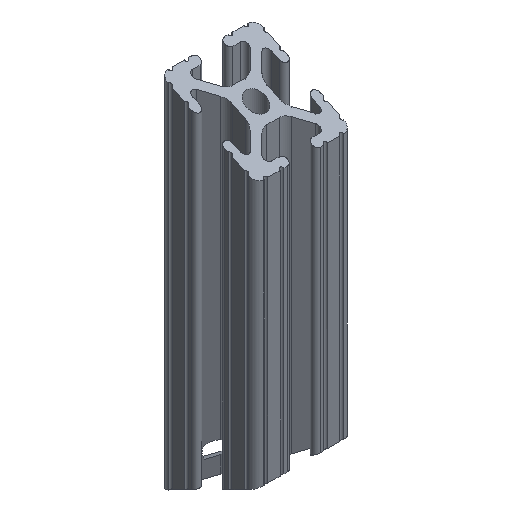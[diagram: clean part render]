
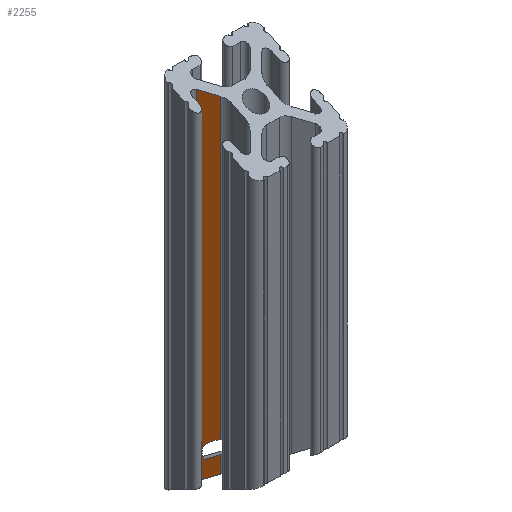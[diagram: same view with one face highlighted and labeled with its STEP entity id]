
A CAD part, isometric view. The second image highlights one B-rep face of the part: STEP entity #2255.
In plain terms, the highlighted planar face has unit normal (-0.707, -0.707, 0).
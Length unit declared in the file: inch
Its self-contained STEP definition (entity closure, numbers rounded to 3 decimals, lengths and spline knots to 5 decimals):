
#37=PLANE('',#2445);
#110=FACE_OUTER_BOUND('',#225,.T.);
#225=EDGE_LOOP('',(#1685,#1686,#1687,#1688,#1689,#1690,#1691));
#366=ELLIPSE('',#2446,0.95171,0.41045);
#458=LINE('',#3306,#664);
#551=LINE('',#3604,#757);
#552=LINE('',#3617,#758);
#553=LINE('',#3619,#759);
#554=LINE('',#3621,#760);
#555=LINE('',#3623,#761);
#664=VECTOR('',#2607,0.3937);
#757=VECTOR('',#2880,10.05122);
#758=VECTOR('',#2883,11.56057);
#759=VECTOR('',#2884,0.38203);
#760=VECTOR('',#2885,0.35355);
#761=VECTOR('',#2886,0.25678);
#877=VERTEX_POINT('',#3303);
#878=VERTEX_POINT('',#3305);
#993=VERTEX_POINT('',#3603);
#994=VERTEX_POINT('',#3616);
#995=VERTEX_POINT('',#3618);
#996=VERTEX_POINT('',#3620);
#997=VERTEX_POINT('',#3622);
#1113=EDGE_CURVE('',#878,#877,#458,.T.);
#1262=EDGE_CURVE('',#993,#878,#551,.T.);
#1264=EDGE_CURVE('',#877,#994,#552,.F.);
#1265=EDGE_CURVE('',#995,#994,#553,.T.);
#1266=EDGE_CURVE('',#995,#996,#554,.T.);
#1267=EDGE_CURVE('',#996,#997,#555,.T.);
#1268=EDGE_CURVE('',#997,#993,#366,.F.);
#1685=ORIENTED_EDGE('',*,*,#1113,.T.);
#1686=ORIENTED_EDGE('',*,*,#1264,.T.);
#1687=ORIENTED_EDGE('',*,*,#1265,.F.);
#1688=ORIENTED_EDGE('',*,*,#1266,.T.);
#1689=ORIENTED_EDGE('',*,*,#1267,.T.);
#1690=ORIENTED_EDGE('',*,*,#1268,.T.);
#1691=ORIENTED_EDGE('',*,*,#1262,.T.);
#2255=ADVANCED_FACE('',(#110),#37,.T.);
#2445=AXIS2_PLACEMENT_3D('',#3615,#2881,#2882);
#2446=AXIS2_PLACEMENT_3D('',#3624,#2887,#2888);
#2607=DIRECTION('',(-0.667,0.667,0.333));
#2880=DIRECTION('',(0.,0.,1.));
#2881=DIRECTION('center_axis',(-0.707,-0.707,0.));
#2882=DIRECTION('ref_axis',(0.,0.,1.));
#2883=DIRECTION('',(0.,0.,1.));
#2884=DIRECTION('',(-0.667,0.667,-0.333));
#2885=DIRECTION('',(0.,0.,1.));
#2886=DIRECTION('',(-0.667,0.667,-0.333));
#2887=DIRECTION('center_axis',(-0.707,-0.707,0.));
#2888=DIRECTION('ref_axis',(0.645,-0.645,-0.411));
#3303=CARTESIAN_POINT('',(-1.1836,0.18457,1.30815));
#3305=CARTESIAN_POINT('',(-0.92891,-0.07012,1.1808));
#3306=CARTESIAN_POINT('',(-1.23048,0.23145,1.33159));
#3603=CARTESIAN_POINT('',(-0.92891,-0.07012,-5.02561));
#3604=CARTESIAN_POINT('',(-0.92891,-0.07012,-5.02561));
#3615=CARTESIAN_POINT('Origin',(-1.1836,0.18457,0.));
#3616=CARTESIAN_POINT('',(-1.1836,0.18457,-5.78028));
#3617=CARTESIAN_POINT('',(-1.1836,0.18457,-5.78028));
#3618=CARTESIAN_POINT('',(-0.92891,-0.07012,-5.65294));
#3619=CARTESIAN_POINT('',(-0.92891,-0.07012,-5.65294));
#3620=CARTESIAN_POINT('',(-0.92891,-0.07012,-5.29939));
#3621=CARTESIAN_POINT('',(-0.92891,-0.07012,-5.65294));
#3622=CARTESIAN_POINT('',(-1.10009,0.10107,-5.38498));
#3623=CARTESIAN_POINT('',(-0.92891,-0.07012,-5.29939));
#3624=CARTESIAN_POINT('Origin',(-0.5,-0.49903,-5.56151));
